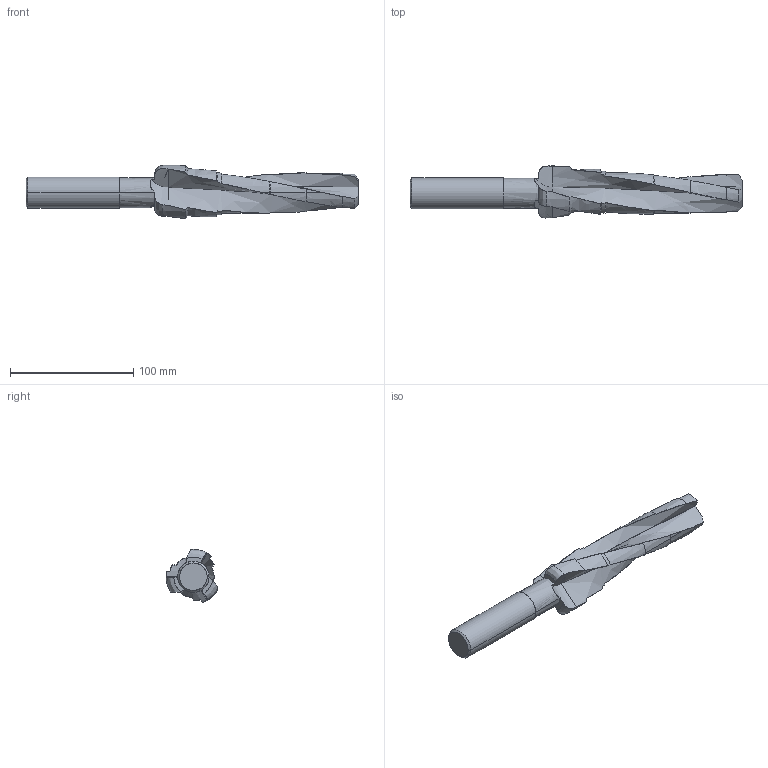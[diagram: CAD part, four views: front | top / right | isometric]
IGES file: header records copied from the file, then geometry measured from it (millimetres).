
Start section: SolidWorks IGES file using analytic representation for surfaces
Global section: file name: T-33-D-HSS.IGS; native system: SolidWorks 2014; preprocessor: SolidWorks 2014; author: Martin; date: 170619.105759; units: inch
Bounding box: 269.75 x 42.24 x 43.27 mm (x, y, z)
Surface area: 30192.4 mm2 (no closed solid volume)
Topology: 0 solids, 0 shells, 77 faces, 896 edges, 893 vertices
Faces by surface type: revolution 62, bspline 15
